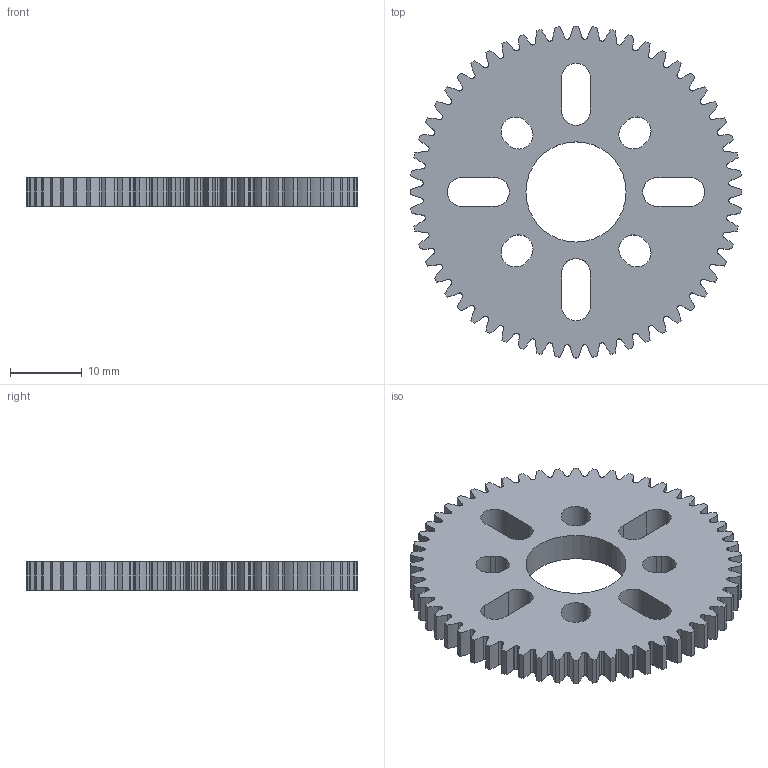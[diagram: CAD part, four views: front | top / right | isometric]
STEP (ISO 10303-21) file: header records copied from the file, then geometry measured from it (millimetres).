
FILE_DESCRIPTION (( 'STEP AP203' ), '1' );
FILE_NAME ('2312-0014-0056.STEP', '2019-08-22T15:48:26', ( '' ), ( '' ), 'SwSTEP 2.0', 'SolidWorks 2016', '' );
FILE_SCHEMA (( 'CONFIG_CONTROL_DESIGN' ));
Length unit declared in the file: millimetre
Products named in the file (1): 2312-0014-0056
Bounding box: 46.4 x 46.4 x 4 mm (x, y, z)
Volume: 4915.8 mm3; surface area: 4306.8 mm2
Topology: 1 solids, 1 shells, 491 faces, 1467 edges, 978 vertices
Faces by surface type: bspline 224, cylinder 137, plane 130
Entity records: 23716 total; most frequent: CARTESIAN_POINT 11673, ORIENTED_EDGE 2934, DIRECTION 1829, EDGE_CURVE 1467, VERTEX_POINT 978, VECTOR 745, LINE 745, AXIS2_PLACEMENT_3D 542
